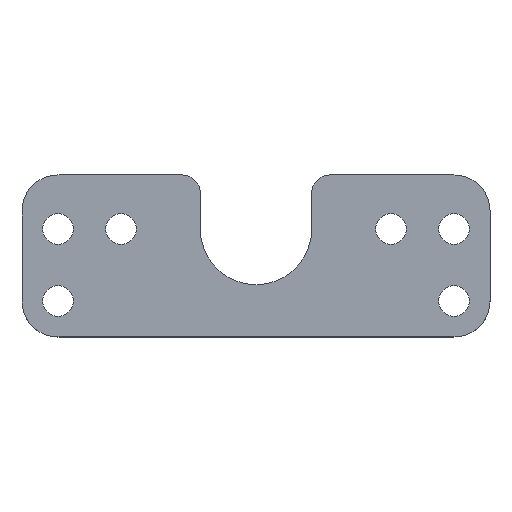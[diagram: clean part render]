
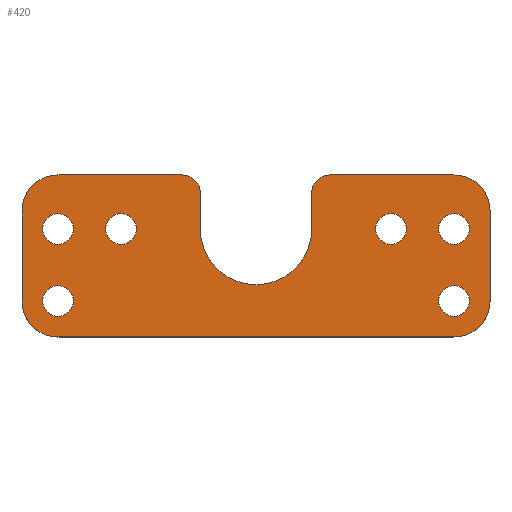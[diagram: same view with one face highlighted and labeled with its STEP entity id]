
A CAD part, top view. The second image highlights one B-rep face of the part: STEP entity #420.
In plain terms, the highlighted planar face has unit normal (0, 0, 1).
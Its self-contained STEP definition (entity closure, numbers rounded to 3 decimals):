
#13=LINE($,#632,#41);
#18=LINE($,#646,#46);
#22=LINE($,#658,#50);
#26=LINE($,#670,#54);
#30=LINE($,#682,#58);
#34=LINE($,#694,#62);
#38=LINE($,#706,#66);
#41=VECTOR($,#512,13.8);
#46=VECTOR($,#525,4.);
#50=VECTOR($,#537,4.);
#54=VECTOR($,#549,13.8);
#58=VECTOR($,#561,10.);
#62=VECTOR($,#573,44.);
#66=VECTOR($,#585,10.);
#77=PLANE($,#471);
#91=FACE_BOUND($,#151,.T.);
#92=FACE_BOUND($,#152,.T.);
#93=FACE_BOUND($,#153,.T.);
#94=FACE_BOUND($,#154,.T.);
#95=FACE_BOUND($,#155,.T.);
#96=FACE_BOUND($,#156,.T.);
#97=FACE_BOUND($,#157,.T.);
#151=EDGE_LOOP($,(#366));
#152=EDGE_LOOP($,(#367));
#153=EDGE_LOOP($,(#368));
#154=EDGE_LOOP($,(#369));
#155=EDGE_LOOP($,(#370));
#156=EDGE_LOOP($,(#371));
#157=EDGE_LOOP($,(#372,#373,#374,#375,#376,#377,#378,#379,#380,#381,#382,
#383,#384,#385));
#159=CIRCLE($,#426,1.7);
#161=CIRCLE($,#429,1.7);
#163=CIRCLE($,#432,1.7);
#165=CIRCLE($,#435,1.7);
#167=CIRCLE($,#438,1.7);
#169=CIRCLE($,#441,1.7);
#170=CIRCLE($,#444,2.);
#172=CIRCLE($,#448,6.2);
#174=CIRCLE($,#452,2.);
#176=CIRCLE($,#456,4.);
#178=CIRCLE($,#460,4.);
#180=CIRCLE($,#464,4.);
#182=CIRCLE($,#468,4.);
#185=VERTEX_POINT($,#602);
#187=VERTEX_POINT($,#607);
#189=VERTEX_POINT($,#612);
#191=VERTEX_POINT($,#617);
#193=VERTEX_POINT($,#622);
#195=VERTEX_POINT($,#627);
#196=VERTEX_POINT($,#630);
#197=VERTEX_POINT($,#631);
#200=VERTEX_POINT($,#639);
#202=VERTEX_POINT($,#645);
#204=VERTEX_POINT($,#651);
#206=VERTEX_POINT($,#657);
#208=VERTEX_POINT($,#663);
#210=VERTEX_POINT($,#669);
#212=VERTEX_POINT($,#675);
#214=VERTEX_POINT($,#681);
#216=VERTEX_POINT($,#687);
#218=VERTEX_POINT($,#693);
#220=VERTEX_POINT($,#699);
#222=VERTEX_POINT($,#705);
#225=EDGE_CURVE($,#185,#185,#159,.T.);
#227=EDGE_CURVE($,#187,#187,#161,.T.);
#229=EDGE_CURVE($,#189,#189,#163,.T.);
#231=EDGE_CURVE($,#191,#191,#165,.T.);
#233=EDGE_CURVE($,#193,#193,#167,.T.);
#235=EDGE_CURVE($,#195,#195,#169,.T.);
#236=EDGE_CURVE($,#196,#197,#13,.T.);
#240=EDGE_CURVE($,#200,#196,#170,.T.);
#243=EDGE_CURVE($,#202,#200,#18,.T.);
#246=EDGE_CURVE($,#204,#202,#172,.T.);
#249=EDGE_CURVE($,#206,#204,#22,.T.);
#252=EDGE_CURVE($,#208,#206,#174,.T.);
#255=EDGE_CURVE($,#210,#208,#26,.T.);
#258=EDGE_CURVE($,#212,#210,#176,.T.);
#261=EDGE_CURVE($,#214,#212,#30,.T.);
#264=EDGE_CURVE($,#216,#214,#178,.T.);
#267=EDGE_CURVE($,#218,#216,#34,.T.);
#270=EDGE_CURVE($,#220,#218,#180,.T.);
#273=EDGE_CURVE($,#222,#220,#38,.T.);
#276=EDGE_CURVE($,#197,#222,#182,.T.);
#366=ORIENTED_EDGE($,*,*,#225,.T.);
#367=ORIENTED_EDGE($,*,*,#227,.T.);
#368=ORIENTED_EDGE($,*,*,#229,.T.);
#369=ORIENTED_EDGE($,*,*,#231,.T.);
#370=ORIENTED_EDGE($,*,*,#233,.T.);
#371=ORIENTED_EDGE($,*,*,#235,.T.);
#372=ORIENTED_EDGE($,*,*,#276,.F.);
#373=ORIENTED_EDGE($,*,*,#236,.F.);
#374=ORIENTED_EDGE($,*,*,#240,.F.);
#375=ORIENTED_EDGE($,*,*,#243,.F.);
#376=ORIENTED_EDGE($,*,*,#246,.F.);
#377=ORIENTED_EDGE($,*,*,#249,.F.);
#378=ORIENTED_EDGE($,*,*,#252,.F.);
#379=ORIENTED_EDGE($,*,*,#255,.F.);
#380=ORIENTED_EDGE($,*,*,#258,.F.);
#381=ORIENTED_EDGE($,*,*,#261,.F.);
#382=ORIENTED_EDGE($,*,*,#264,.F.);
#383=ORIENTED_EDGE($,*,*,#267,.F.);
#384=ORIENTED_EDGE($,*,*,#270,.F.);
#385=ORIENTED_EDGE($,*,*,#273,.F.);
#420=ADVANCED_FACE($,(#91,#92,#93,#94,#95,#96,#97),#77,.T.);
#426=AXIS2_PLACEMENT_3D($,#603,#478,#479);
#429=AXIS2_PLACEMENT_3D($,#608,#484,#485);
#432=AXIS2_PLACEMENT_3D($,#613,#490,#491);
#435=AXIS2_PLACEMENT_3D($,#618,#496,#497);
#438=AXIS2_PLACEMENT_3D($,#623,#502,#503);
#441=AXIS2_PLACEMENT_3D($,#628,#508,#509);
#444=AXIS2_PLACEMENT_3D($,#640,#518,#519);
#448=AXIS2_PLACEMENT_3D($,#652,#530,#531);
#452=AXIS2_PLACEMENT_3D($,#664,#542,#543);
#456=AXIS2_PLACEMENT_3D($,#676,#554,#555);
#460=AXIS2_PLACEMENT_3D($,#688,#566,#567);
#464=AXIS2_PLACEMENT_3D($,#700,#578,#579);
#468=AXIS2_PLACEMENT_3D($,#711,#590,#591);
#471=AXIS2_PLACEMENT_3D($,#714,#596,#597);
#478=DIRECTION('center_axis',(0.,0.,-1.));
#479=DIRECTION('ref_axis',(-1.,0.,0.));
#484=DIRECTION('center_axis',(0.,0.,-1.));
#485=DIRECTION('ref_axis',(-1.,0.,0.));
#490=DIRECTION('center_axis',(0.,0.,-1.));
#491=DIRECTION('ref_axis',(-1.,0.,0.));
#496=DIRECTION('center_axis',(0.,0.,-1.));
#497=DIRECTION('ref_axis',(-1.,0.,0.));
#502=DIRECTION('center_axis',(0.,0.,-1.));
#503=DIRECTION('ref_axis',(-1.,0.,0.));
#508=DIRECTION('center_axis',(0.,0.,-1.));
#509=DIRECTION('ref_axis',(-1.,0.,0.));
#512=DIRECTION($,(1.,0.,0.));
#518=DIRECTION('center_axis',(0.,0.,-1.));
#519=DIRECTION('ref_axis',(0.,-1.,0.));
#525=DIRECTION($,(0.,1.,0.));
#530=DIRECTION('center_axis',(0.,0.,1.));
#531=DIRECTION('ref_axis',(-1.,0.,0.));
#537=DIRECTION($,(0.,-1.,0.));
#542=DIRECTION('center_axis',(0.,0.,-1.));
#543=DIRECTION('ref_axis',(-1.,0.,0.));
#549=DIRECTION($,(1.,0.,0.));
#554=DIRECTION('center_axis',(0.,0.,-1.));
#555=DIRECTION('ref_axis',(0.,-1.,0.));
#561=DIRECTION($,(0.,1.,0.));
#566=DIRECTION('center_axis',(0.,0.,-1.));
#567=DIRECTION('ref_axis',(1.,0.,0.));
#573=DIRECTION($,(-1.,0.,0.));
#578=DIRECTION('center_axis',(0.,0.,-1.));
#579=DIRECTION('ref_axis',(0.,1.,0.));
#585=DIRECTION($,(0.,-1.,0.));
#590=DIRECTION('center_axis',(0.,0.,-1.));
#591=DIRECTION('ref_axis',(-1.,0.,0.));
#596=DIRECTION('center_axis',(0.,0.,1.));
#597=DIRECTION('ref_axis',(1.,0.,0.));
#602=CARTESIAN_POINT('',(-23.604,-1.497,0.));
#603=CARTESIAN_POINT('Origin',(-25.304,-1.497,0.));
#607=CARTESIAN_POINT('',(-23.604,6.503,0.));
#608=CARTESIAN_POINT('Origin',(-25.304,6.503,0.));
#612=CARTESIAN_POINT('',(-16.604,6.503,0.));
#613=CARTESIAN_POINT('Origin',(-18.304,6.503,0.));
#617=CARTESIAN_POINT('',(13.396,6.503,0.));
#618=CARTESIAN_POINT('Origin',(11.696,6.503,0.));
#622=CARTESIAN_POINT('',(20.396,6.503,0.));
#623=CARTESIAN_POINT('Origin',(18.696,6.503,0.));
#627=CARTESIAN_POINT('',(20.396,-1.497,0.));
#628=CARTESIAN_POINT('Origin',(18.696,-1.497,0.));
#630=CARTESIAN_POINT('',(4.896,12.503,0.));
#631=CARTESIAN_POINT('',(18.696,12.503,0.));
#632=CARTESIAN_POINT($,(4.896,12.503,0.));
#639=CARTESIAN_POINT('',(2.896,10.503,0.));
#640=CARTESIAN_POINT('Origin',(4.896,10.503,0.));
#645=CARTESIAN_POINT('',(2.896,6.503,0.));
#646=CARTESIAN_POINT($,(2.896,6.503,0.));
#651=CARTESIAN_POINT('',(-9.504,6.503,0.));
#652=CARTESIAN_POINT('Origin',(-3.304,6.503,0.));
#657=CARTESIAN_POINT('',(-9.504,10.503,0.));
#658=CARTESIAN_POINT($,(-9.504,10.503,0.));
#663=CARTESIAN_POINT('',(-11.504,12.503,0.));
#664=CARTESIAN_POINT('Origin',(-11.504,10.503,0.));
#669=CARTESIAN_POINT('',(-25.304,12.503,0.));
#670=CARTESIAN_POINT($,(-25.304,12.503,0.));
#675=CARTESIAN_POINT('',(-29.304,8.503,0.));
#676=CARTESIAN_POINT('Origin',(-25.304,8.503,0.));
#681=CARTESIAN_POINT('',(-29.304,-1.497,0.));
#682=CARTESIAN_POINT($,(-29.304,-1.497,0.));
#687=CARTESIAN_POINT('',(-25.304,-5.497,0.));
#688=CARTESIAN_POINT('Origin',(-25.304,-1.497,0.));
#693=CARTESIAN_POINT('',(18.696,-5.497,0.));
#694=CARTESIAN_POINT($,(18.696,-5.497,0.));
#699=CARTESIAN_POINT('',(22.696,-1.497,0.));
#700=CARTESIAN_POINT('Origin',(18.696,-1.497,0.));
#705=CARTESIAN_POINT('',(22.696,8.503,0.));
#706=CARTESIAN_POINT($,(22.696,8.503,0.));
#711=CARTESIAN_POINT('Origin',(18.696,8.503,0.));
#714=CARTESIAN_POINT('Origin',(-3.304,2.905,0.));
